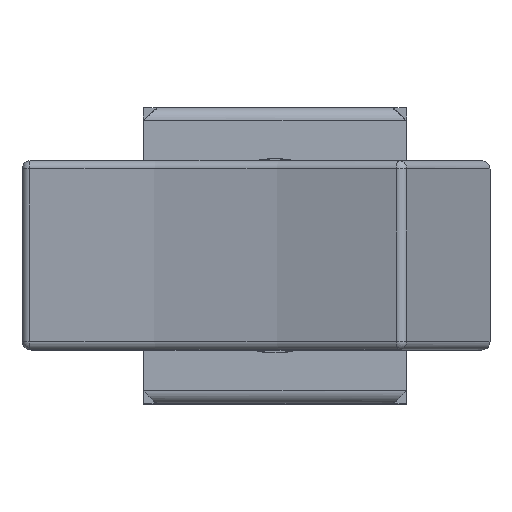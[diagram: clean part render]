
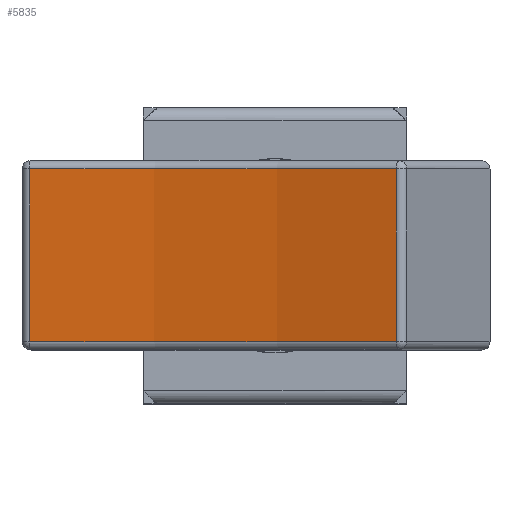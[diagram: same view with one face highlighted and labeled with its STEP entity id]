
A CAD part, top view. The second image highlights one B-rep face of the part: STEP entity #5835.
In plain terms, the highlighted cylindrical face has radius 36.671 mm (diameter 73.342 mm), a partial arc.
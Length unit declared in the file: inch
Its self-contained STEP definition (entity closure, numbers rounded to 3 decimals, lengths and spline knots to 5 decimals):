
#208=CIRCLE('',#6293,1.44375);
#210=CIRCLE('',#6302,1.44375);
#290=CYLINDRICAL_SURFACE('',#6310,1.44375);
#751=FACE_OUTER_BOUND('',#1080,.T.);
#1080=EDGE_LOOP('',(#5210,#5211,#5212,#5213));
#1611=LINE('',#11505,#2174);
#1614=LINE('',#11513,#2177);
#2174=VECTOR('',#7677,0.3937);
#2177=VECTOR('',#7686,0.3937);
#2725=VERTEX_POINT('',#11474);
#2729=VERTEX_POINT('',#11483);
#2731=VERTEX_POINT('',#11488);
#2735=VERTEX_POINT('',#11497);
#3556=EDGE_CURVE('',#2731,#2735,#208,.T.);
#3559=EDGE_CURVE('',#2735,#2729,#1611,.T.);
#3563=EDGE_CURVE('',#2725,#2731,#1614,.T.);
#3568=EDGE_CURVE('',#2729,#2725,#210,.T.);
#5210=ORIENTED_EDGE('',*,*,#3556,.F.);
#5211=ORIENTED_EDGE('',*,*,#3563,.F.);
#5212=ORIENTED_EDGE('',*,*,#3568,.F.);
#5213=ORIENTED_EDGE('',*,*,#3559,.F.);
#5835=ADVANCED_FACE('',(#751),#290,.F.);
#6293=AXIS2_PLACEMENT_3D('',#11501,#7670,#7671);
#6302=AXIS2_PLACEMENT_3D('',#11522,#7696,#7697);
#6310=AXIS2_PLACEMENT_3D('',#11550,#7723,#7724);
#7670=DIRECTION('center_axis',(0.,1.,0.));
#7671=DIRECTION('ref_axis',(0.216,0.,-0.976));
#7677=DIRECTION('',(0.,1.,0.));
#7686=DIRECTION('',(0.,-1.,0.));
#7696=DIRECTION('center_axis',(0.,-1.,0.));
#7697=DIRECTION('ref_axis',(0.216,0.,-0.976));
#7723=DIRECTION('center_axis',(0.,1.,0.));
#7724=DIRECTION('ref_axis',(-0.374,0.,0.927));
#11474=CARTESIAN_POINT('',(0.1475,0.10512,0.74083));
#11483=CARTESIAN_POINT('',(-0.29835,0.10512,0.64199));
#11488=CARTESIAN_POINT('',(0.1475,-0.10512,0.74083));
#11497=CARTESIAN_POINT('',(-0.29835,-0.10512,0.64199));
#11501=CARTESIAN_POINT('Origin',(-0.38398,-0.10512,2.08319));
#11505=CARTESIAN_POINT('',(-0.29835,0.,0.64199));
#11513=CARTESIAN_POINT('',(0.1475,0.,0.74083));
#11522=CARTESIAN_POINT('Origin',(-0.38398,0.10512,2.08319));
#11550=CARTESIAN_POINT('Origin',(-0.38398,0.,
2.08319));
